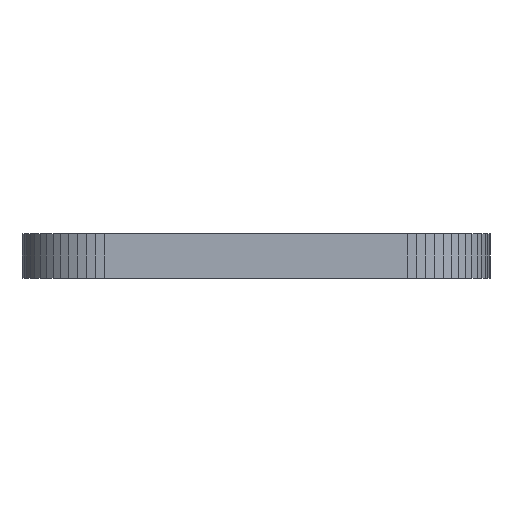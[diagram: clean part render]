
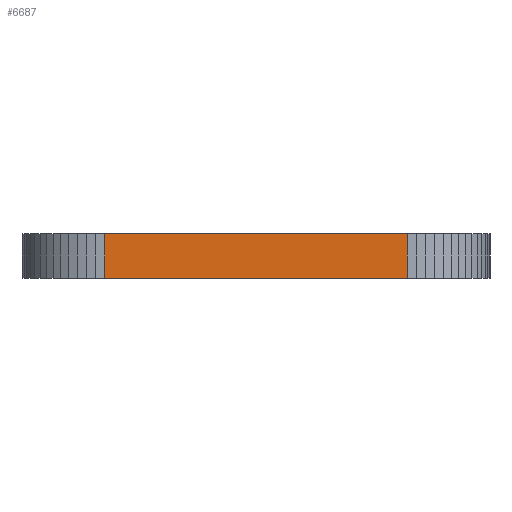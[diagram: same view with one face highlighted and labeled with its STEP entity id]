
A CAD part, left-side view. The second image highlights one B-rep face of the part: STEP entity #6687.
In plain terms, the highlighted planar face has unit normal (-1, 0, 0).
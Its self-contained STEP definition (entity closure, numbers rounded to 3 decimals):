
#90 = PLANE('',#91);
#91 = AXIS2_PLACEMENT_3D('',#92,#93,#94);
#92 = CARTESIAN_POINT('',(93.03,-86.53,1.6));
#93 = DIRECTION('',(-0.,-0.,-1.));
#94 = DIRECTION('',(-1.,0.,0.));
#144 = PLANE('',#145);
#145 = AXIS2_PLACEMENT_3D('',#146,#147,#148);
#146 = CARTESIAN_POINT('',(93.03,-86.53,0.));
#147 = DIRECTION('',(-0.,-0.,-1.));
#148 = DIRECTION('',(-1.,0.,0.));
#1429 = VERTEX_POINT('',#1430);
#1430 = CARTESIAN_POINT('',(79.53,-92.03,0.));
#1444 = PLANE('',#1445);
#1445 = AXIS2_PLACEMENT_3D('',#1446,#1447,#1448);
#1446 = CARTESIAN_POINT('',(79.549,-92.366,0.));
#1447 = DIRECTION('',(-0.998,-0.056,0.));
#1448 = DIRECTION('',(-0.056,0.998,0.));
#1456 = EDGE_CURVE('',#1429,#1457,#1459,.T.);
#1457 = VERTEX_POINT('',#1458);
#1458 = CARTESIAN_POINT('',(79.53,-81.03,0.));
#1459 = SURFACE_CURVE('',#1460,(#1464,#1471),.PCURVE_S1.);
#1460 = LINE('',#1461,#1462);
#1461 = CARTESIAN_POINT('',(79.53,-92.03,0.));
#1462 = VECTOR('',#1463,1.);
#1463 = DIRECTION('',(0.,1.,0.));
#1464 = PCURVE('',#144,#1465);
#1465 = DEFINITIONAL_REPRESENTATION('',(#1466),#1470);
#1466 = LINE('',#1467,#1468);
#1467 = CARTESIAN_POINT('',(13.5,-5.5));
#1468 = VECTOR('',#1469,1.);
#1469 = DIRECTION('',(0.,1.));
#1470 = ( GEOMETRIC_REPRESENTATION_CONTEXT(2) 
PARAMETRIC_REPRESENTATION_CONTEXT() REPRESENTATION_CONTEXT('2D SPACE',''
  ) );
#1471 = PCURVE('',#1472,#1477);
#1472 = PLANE('',#1473);
#1473 = AXIS2_PLACEMENT_3D('',#1474,#1475,#1476);
#1474 = CARTESIAN_POINT('',(79.53,-92.03,0.));
#1475 = DIRECTION('',(-1.,0.,0.));
#1476 = DIRECTION('',(0.,1.,0.));
#1477 = DEFINITIONAL_REPRESENTATION('',(#1478),#1482);
#1478 = LINE('',#1479,#1480);
#1479 = CARTESIAN_POINT('',(0.,0.));
#1480 = VECTOR('',#1481,1.);
#1481 = DIRECTION('',(1.,0.));
#1482 = ( GEOMETRIC_REPRESENTATION_CONTEXT(2) 
PARAMETRIC_REPRESENTATION_CONTEXT() REPRESENTATION_CONTEXT('2D SPACE',''
  ) );
#1500 = PLANE('',#1501);
#1501 = AXIS2_PLACEMENT_3D('',#1502,#1503,#1504);
#1502 = CARTESIAN_POINT('',(79.53,-81.03,0.));
#1503 = DIRECTION('',(-0.998,0.056,0.));
#1504 = DIRECTION('',(0.056,0.998,0.));
#4259 = VERTEX_POINT('',#4260);
#4260 = CARTESIAN_POINT('',(79.53,-92.03,1.6));
#4281 = EDGE_CURVE('',#4259,#4282,#4284,.T.);
#4282 = VERTEX_POINT('',#4283);
#4283 = CARTESIAN_POINT('',(79.53,-81.03,1.6));
#4284 = SURFACE_CURVE('',#4285,(#4289,#4296),.PCURVE_S1.);
#4285 = LINE('',#4286,#4287);
#4286 = CARTESIAN_POINT('',(79.53,-92.03,1.6));
#4287 = VECTOR('',#4288,1.);
#4288 = DIRECTION('',(0.,1.,0.));
#4289 = PCURVE('',#90,#4290);
#4290 = DEFINITIONAL_REPRESENTATION('',(#4291),#4295);
#4291 = LINE('',#4292,#4293);
#4292 = CARTESIAN_POINT('',(13.5,-5.5));
#4293 = VECTOR('',#4294,1.);
#4294 = DIRECTION('',(0.,1.));
#4295 = ( GEOMETRIC_REPRESENTATION_CONTEXT(2) 
PARAMETRIC_REPRESENTATION_CONTEXT() REPRESENTATION_CONTEXT('2D SPACE',''
  ) );
#4296 = PCURVE('',#1472,#4297);
#4297 = DEFINITIONAL_REPRESENTATION('',(#4298),#4302);
#4298 = LINE('',#4299,#4300);
#4299 = CARTESIAN_POINT('',(0.,-1.6));
#4300 = VECTOR('',#4301,1.);
#4301 = DIRECTION('',(1.,0.));
#4302 = ( GEOMETRIC_REPRESENTATION_CONTEXT(2) 
PARAMETRIC_REPRESENTATION_CONTEXT() REPRESENTATION_CONTEXT('2D SPACE',''
  ) );
#6637 = EDGE_CURVE('',#1457,#4282,#6638,.T.);
#6638 = SURFACE_CURVE('',#6639,(#6643,#6650),.PCURVE_S1.);
#6639 = LINE('',#6640,#6641);
#6640 = CARTESIAN_POINT('',(79.53,-81.03,0.));
#6641 = VECTOR('',#6642,1.);
#6642 = DIRECTION('',(0.,0.,1.));
#6643 = PCURVE('',#1500,#6644);
#6644 = DEFINITIONAL_REPRESENTATION('',(#6645),#6649);
#6645 = LINE('',#6646,#6647);
#6646 = CARTESIAN_POINT('',(0.,0.));
#6647 = VECTOR('',#6648,1.);
#6648 = DIRECTION('',(0.,-1.));
#6649 = ( GEOMETRIC_REPRESENTATION_CONTEXT(2) 
PARAMETRIC_REPRESENTATION_CONTEXT() REPRESENTATION_CONTEXT('2D SPACE',''
  ) );
#6650 = PCURVE('',#1472,#6651);
#6651 = DEFINITIONAL_REPRESENTATION('',(#6652),#6656);
#6652 = LINE('',#6653,#6654);
#6653 = CARTESIAN_POINT('',(11.,0.));
#6654 = VECTOR('',#6655,1.);
#6655 = DIRECTION('',(0.,-1.));
#6656 = ( GEOMETRIC_REPRESENTATION_CONTEXT(2) 
PARAMETRIC_REPRESENTATION_CONTEXT() REPRESENTATION_CONTEXT('2D SPACE',''
  ) );
#6687 = ADVANCED_FACE('',(#6688),#1472,.T.);
#6688 = FACE_BOUND('',#6689,.T.);
#6689 = EDGE_LOOP('',(#6690,#6711,#6712,#6713));
#6690 = ORIENTED_EDGE('',*,*,#6691,.T.);
#6691 = EDGE_CURVE('',#1429,#4259,#6692,.T.);
#6692 = SURFACE_CURVE('',#6693,(#6697,#6704),.PCURVE_S1.);
#6693 = LINE('',#6694,#6695);
#6694 = CARTESIAN_POINT('',(79.53,-92.03,0.));
#6695 = VECTOR('',#6696,1.);
#6696 = DIRECTION('',(0.,0.,1.));
#6697 = PCURVE('',#1472,#6698);
#6698 = DEFINITIONAL_REPRESENTATION('',(#6699),#6703);
#6699 = LINE('',#6700,#6701);
#6700 = CARTESIAN_POINT('',(0.,0.));
#6701 = VECTOR('',#6702,1.);
#6702 = DIRECTION('',(0.,-1.));
#6703 = ( GEOMETRIC_REPRESENTATION_CONTEXT(2) 
PARAMETRIC_REPRESENTATION_CONTEXT() REPRESENTATION_CONTEXT('2D SPACE',''
  ) );
#6704 = PCURVE('',#1444,#6705);
#6705 = DEFINITIONAL_REPRESENTATION('',(#6706),#6710);
#6706 = LINE('',#6707,#6708);
#6707 = CARTESIAN_POINT('',(0.336,0.));
#6708 = VECTOR('',#6709,1.);
#6709 = DIRECTION('',(0.,-1.));
#6710 = ( GEOMETRIC_REPRESENTATION_CONTEXT(2) 
PARAMETRIC_REPRESENTATION_CONTEXT() REPRESENTATION_CONTEXT('2D SPACE',''
  ) );
#6711 = ORIENTED_EDGE('',*,*,#4281,.T.);
#6712 = ORIENTED_EDGE('',*,*,#6637,.F.);
#6713 = ORIENTED_EDGE('',*,*,#1456,.F.);
